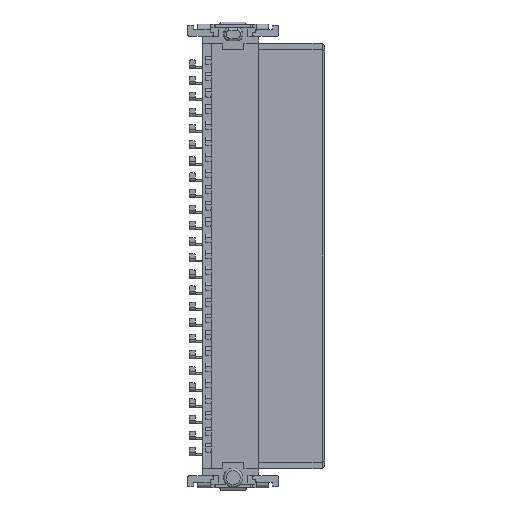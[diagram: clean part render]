
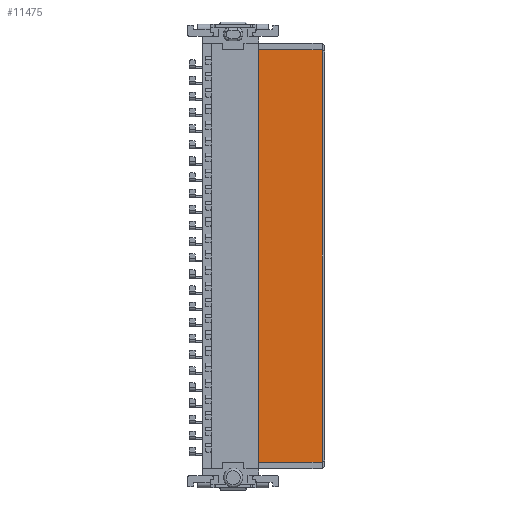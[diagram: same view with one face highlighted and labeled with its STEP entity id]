
A CAD part, front view. The second image highlights one B-rep face of the part: STEP entity #11475.
In plain terms, the highlighted planar face has unit normal (0, -1, 0).
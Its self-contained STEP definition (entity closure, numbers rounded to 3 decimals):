
#603=ORIENTED_EDGE('',*,*,#3852,.T.);
#604=ORIENTED_EDGE('',*,*,#3853,.T.);
#605=ORIENTED_EDGE('',*,*,#3850,.F.);
#606=ORIENTED_EDGE('',*,*,#3830,.T.);
#3830=EDGE_CURVE('',#5457,#5456,#6435,.T.);
#3850=EDGE_CURVE('',#5457,#5470,#6455,.T.);
#3852=EDGE_CURVE('',#5456,#5471,#6457,.T.);
#3853=EDGE_CURVE('',#5471,#5470,#6458,.T.);
#5456=VERTEX_POINT('',#16585);
#5457=VERTEX_POINT('',#16587);
#5470=VERTEX_POINT('',#16625);
#5471=VERTEX_POINT('',#16629);
#6435=LINE('',#16586,#7929);
#6455=LINE('',#16624,#7949);
#6457=LINE('',#16628,#7951);
#6458=LINE('',#16630,#7952);
#7929=VECTOR('',#13242,1000.);
#7949=VECTOR('',#13272,1000.);
#7951=VECTOR('',#13276,1000.);
#7952=VECTOR('',#13277,1000.);
#9357=EDGE_LOOP('',(#603,#604,#605,#606));
#10111=FACE_BOUND('',#9357,.T.);
#10862=PLANE('',#12246);
#11475=ADVANCED_FACE('',(#10111),#10862,.T.);
#12246=AXIS2_PLACEMENT_3D('',#16627,#13274,#13275);
#13242=DIRECTION('',(0.,0.,-1.));
#13272=DIRECTION('',(1.,0.,0.));
#13274=DIRECTION('',(0.,-1.,0.));
#13275=DIRECTION('',(0.,0.,-1.));
#13276=DIRECTION('',(1.,0.,0.));
#13277=DIRECTION('',(0.,0.,1.));
#16585=CARTESIAN_POINT('',(-5.2,-3.05,-33.));
#16586=CARTESIAN_POINT('',(-5.2,-3.05,-0.5));
#16587=CARTESIAN_POINT('',(-5.2,-3.05,-0.5));
#16624=CARTESIAN_POINT('',(-5.2,-3.05,-0.5));
#16625=CARTESIAN_POINT('',(-0.2,-3.05,-0.5));
#16627=CARTESIAN_POINT('',(-5.2,-3.05,-0.5));
#16628=CARTESIAN_POINT('',(-5.2,-3.05,-33.));
#16629=CARTESIAN_POINT('',(-0.2,-3.05,-33.));
#16630=CARTESIAN_POINT('',(-0.2,-3.05,-0.5));
